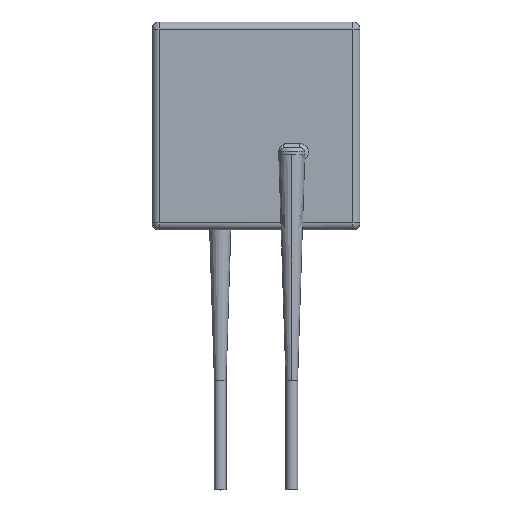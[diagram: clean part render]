
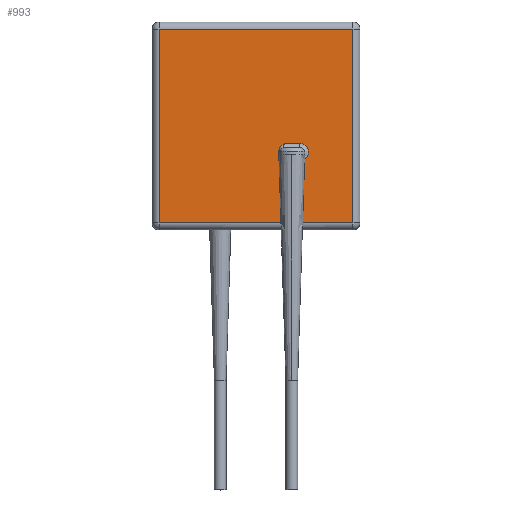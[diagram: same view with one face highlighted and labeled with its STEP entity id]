
A CAD part, top view. The second image highlights one B-rep face of the part: STEP entity #993.
In plain terms, the highlighted planar face has unit normal (0, 0, 1).
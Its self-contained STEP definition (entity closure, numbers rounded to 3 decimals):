
#177=DIRECTION('',(0.,-1.,0.));
#178=VECTOR('',#177,13.4);
#179=CARTESIAN_POINT('',(-6.7,6.7,0.6));
#180=LINE('',#179,#178);
#181=DIRECTION('',(-1.,0.,0.));
#182=VECTOR('',#181,13.4);
#183=CARTESIAN_POINT('',(6.7,6.7,0.6));
#184=LINE('',#183,#182);
#185=DIRECTION('',(0.,1.,0.));
#186=VECTOR('',#185,13.4);
#187=CARTESIAN_POINT('',(6.7,-6.7,0.6));
#188=LINE('',#187,#186);
#189=DIRECTION('',(1.,0.,0.));
#190=VECTOR('',#189,3.471);
#191=CARTESIAN_POINT('',(3.229,-6.7,0.6));
#192=LINE('',#191,#190);
#193=DIRECTION('',(-0.032,-0.999,0.));
#194=VECTOR('',#193,4.408);
#195=CARTESIAN_POINT('',(3.369,-2.294,0.6));
#196=LINE('',#195,#194);
#197=CARTESIAN_POINT('',(2.998,-1.2,0.6));
#198=CARTESIAN_POINT('',(3.022,-1.2,0.6));
#199=CARTESIAN_POINT('',(3.073,-1.202,0.6));
#200=CARTESIAN_POINT('',(3.161,-1.216,0.6));
#201=CARTESIAN_POINT('',(3.261,-1.246,0.6));
#202=CARTESIAN_POINT('',(3.36,-1.296,0.6));
#203=CARTESIAN_POINT('',(3.448,-1.363,0.6));
#204=CARTESIAN_POINT('',(3.522,-1.443,0.6));
#205=CARTESIAN_POINT('',(3.579,-1.534,0.6));
#206=CARTESIAN_POINT('',(3.619,-1.634,0.6));
#207=CARTESIAN_POINT('',(3.64,-1.739,0.6));
#208=CARTESIAN_POINT('',(3.641,-1.847,0.6));
#209=CARTESIAN_POINT('',(3.623,-1.953,0.6));
#210=CARTESIAN_POINT('',(3.585,-2.054,0.6));
#211=CARTESIAN_POINT('',(3.529,-2.147,0.6));
#212=CARTESIAN_POINT('',(3.456,-2.23,0.6));
#213=CARTESIAN_POINT('',(3.399,-2.275,0.6));
#214=CARTESIAN_POINT('',(3.369,-2.294,0.6));
#216=DIRECTION('',(-1.,0.,0.));
#217=VECTOR('',#216,1.039);
#218=CARTESIAN_POINT('',(2.998,-1.2,0.6));
#219=LINE('',#218,#217);
#220=CARTESIAN_POINT('',(1.958,-1.2,0.6));
#221=CARTESIAN_POINT('',(1.936,-1.222,0.6));
#222=CARTESIAN_POINT('',(1.886,-1.266,0.6));
#223=CARTESIAN_POINT('',(1.796,-1.335,0.6));
#224=CARTESIAN_POINT('',(1.712,-1.41,0.6));
#225=CARTESIAN_POINT('',(1.65,-1.487,0.6));
#226=CARTESIAN_POINT('',(1.607,-1.566,0.6));
#227=CARTESIAN_POINT('',(1.583,-1.644,0.6));
#228=CARTESIAN_POINT('',(1.578,-1.695,0.6));
#229=CARTESIAN_POINT('',(1.578,-1.72,0.6));
#231=DIRECTION('',(0.,1.,0.));
#232=VECTOR('',#231,0.28);
#233=CARTESIAN_POINT('',(1.578,-2.,0.6));
#234=LINE('',#233,#232);
#235=DIRECTION('',(-0.032,0.999,0.));
#236=VECTOR('',#235,4.702);
#237=CARTESIAN_POINT('',(1.727,-6.7,0.6));
#238=LINE('',#237,#236);
#239=DIRECTION('',(1.,0.,0.));
#240=VECTOR('',#239,8.427);
#241=CARTESIAN_POINT('',(-6.7,-6.7,0.6));
#242=LINE('',#241,#240);
#264=CARTESIAN_POINT('',(1.578,-1.72,0.6));
#711=CARTESIAN_POINT('',(1.578,-2.,0.6));
#713=VERTEX_POINT('',#711);
#731=CARTESIAN_POINT('',(2.998,-1.2,0.6));
#732=CARTESIAN_POINT('',(1.958,-1.2,0.6));
#733=VERTEX_POINT('',#731);
#734=VERTEX_POINT('',#732);
#735=VERTEX_POINT('',#214);
#736=VERTEX_POINT('',#264);
#779=CARTESIAN_POINT('',(6.7,6.7,0.6));
#780=CARTESIAN_POINT('',(-6.7,6.7,0.6));
#781=VERTEX_POINT('',#779);
#782=VERTEX_POINT('',#780);
#785=CARTESIAN_POINT('',(-6.7,-6.7,0.6));
#786=VERTEX_POINT('',#785);
#801=CARTESIAN_POINT('',(1.727,-6.7,0.6));
#802=VERTEX_POINT('',#801);
#803=CARTESIAN_POINT('',(3.229,-6.7,0.6));
#804=VERTEX_POINT('',#803);
#807=CARTESIAN_POINT('',(6.7,-6.7,0.6));
#808=VERTEX_POINT('',#807);
#965=CARTESIAN_POINT('',(0.,0.,0.6));
#966=DIRECTION('',(0.,0.,1.));
#967=DIRECTION('',(1.,0.,0.));
#968=AXIS2_PLACEMENT_3D('',#965,#966,#967);
#969=PLANE('',#968);
#971=ORIENTED_EDGE('',*,*,#970,.F.);
#973=ORIENTED_EDGE('',*,*,#972,.F.);
#975=ORIENTED_EDGE('',*,*,#974,.F.);
#977=ORIENTED_EDGE('',*,*,#976,.F.);
#979=ORIENTED_EDGE('',*,*,#978,.F.);
#980=ORIENTED_EDGE('',*,*,#941,.F.);
#982=ORIENTED_EDGE('',*,*,#981,.F.);
#984=ORIENTED_EDGE('',*,*,#983,.T.);
#986=ORIENTED_EDGE('',*,*,#985,.T.);
#988=ORIENTED_EDGE('',*,*,#987,.F.);
#990=ORIENTED_EDGE('',*,*,#989,.F.);
#991=EDGE_LOOP('',(#971,#973,#975,#977,#979,#980,#982,#984,#986,#988,#990));
#992=FACE_OUTER_BOUND('',#991,.F.);
#215=B_SPLINE_CURVE_WITH_KNOTS('',3,(#197,#198,#199,#200,#201,#202,#203,#204,
#205,#206,#207,#208,#209,#210,#211,#212,#213,#214),.UNSPECIFIED.,.F.,.F.,(4,1,1,
1,1,1,1,1,1,1,1,1,1,1,1,4),(0.,0.067,0.133,0.2,
0.267,0.333,0.4,0.467,0.533,
0.6,0.667,0.733,0.8,0.867,
0.933,1.),.UNSPECIFIED.);
#230=B_SPLINE_CURVE_WITH_KNOTS('',3,(#220,#221,#222,#223,#224,#225,#226,#227,
#228,#229),.UNSPECIFIED.,.F.,.F.,(4,1,1,1,1,1,1,4),(0.,0.143,
0.286,0.429,0.571,0.714,
0.857,1.),.UNSPECIFIED.);
#941=EDGE_CURVE('',#735,#804,#196,.T.);
#970=EDGE_CURVE('',#786,#802,#242,.T.);
#972=EDGE_CURVE('',#782,#786,#180,.T.);
#974=EDGE_CURVE('',#781,#782,#184,.T.);
#976=EDGE_CURVE('',#808,#781,#188,.T.);
#978=EDGE_CURVE('',#804,#808,#192,.T.);
#981=EDGE_CURVE('',#733,#735,#215,.T.);
#983=EDGE_CURVE('',#733,#734,#219,.T.);
#985=EDGE_CURVE('',#734,#736,#230,.T.);
#987=EDGE_CURVE('',#713,#736,#234,.T.);
#989=EDGE_CURVE('',#802,#713,#238,.T.);
#993=ADVANCED_FACE('',(#992),#969,.T.);
